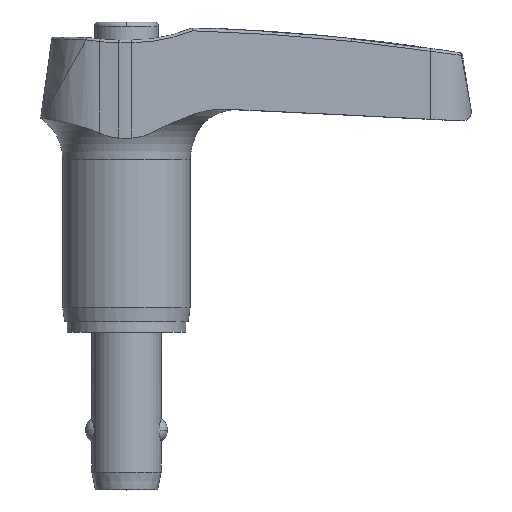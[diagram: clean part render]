
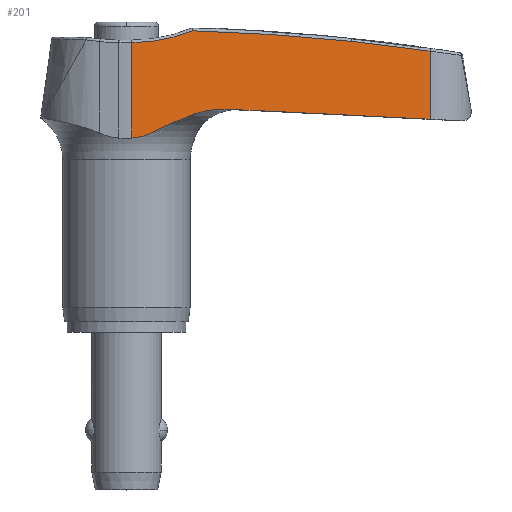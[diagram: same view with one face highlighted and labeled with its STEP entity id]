
A CAD part, top view. The second image highlights one B-rep face of the part: STEP entity #201.
In plain terms, the highlighted planar face has unit normal (0.079, 0, 0.997).
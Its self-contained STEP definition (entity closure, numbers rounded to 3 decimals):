
#201=ADVANCED_FACE('',(#418),#419,.T.);
#418=FACE_OUTER_BOUND('',#734,.T.);
#419=PLANE('',#735);
#734=EDGE_LOOP('',(#1268,#1269,#1270,#1271,#1272,#1273));
#735=AXIS2_PLACEMENT_3D('',#1274,#1275,#1276);
#1268=ORIENTED_EDGE('',*,*,#1680,.F.);
#1269=ORIENTED_EDGE('',*,*,#1487,.F.);
#1270=ORIENTED_EDGE('',*,*,#1699,.T.);
#1271=ORIENTED_EDGE('',*,*,#1700,.T.);
#1272=ORIENTED_EDGE('',*,*,#1513,.T.);
#1273=ORIENTED_EDGE('',*,*,#1695,.T.);
#1274=CARTESIAN_POINT('',(0.625,28.0,7.885));
#1275=DIRECTION('',(0.079,0.,0.997));
#1276=DIRECTION('',(0.0,-1.0,0.));
#1487=EDGE_CURVE('',#1761,#1763,#1764,.T.);
#1513=EDGE_CURVE('',#1808,#1806,#1809,.T.);
#1680=EDGE_CURVE('',#1763,#2057,#2061,.T.);
#1695=EDGE_CURVE('',#1806,#2057,#2077,.T.);
#1699=EDGE_CURVE('',#1761,#2081,#2082,.T.);
#1700=EDGE_CURVE('',#2081,#1808,#2083,.T.);
#1761=VERTEX_POINT('',#2150);
#1763=VERTEX_POINT('',#2152);
#1764=CIRCLE('',#2153,18.73);
#1806=VERTEX_POINT('',#2252);
#1808=VERTEX_POINT('',#2261);
#1809=(B_SPLINE_CURVE(2,(#2263,#2264,#2265),.UNSPECIFIED.,.F.,.F.)B_SPLINE_CURVE_WITH_KNOTS((3,3),(5.744,7.),.UNSPECIFIED.)RATIONAL_B_SPLINE_CURVE((2.049,1.644,1.012))BOUNDED_CURVE()REPRESENTATION_ITEM('')GEOMETRIC_REPRESENTATION_ITEM()CURVE());
#2057=VERTEX_POINT('',#3009);
#2061=CIRCLE('',#3013,244.649);
#2077=LINE('',#3066,#3067);
#2081=VERTEX_POINT('',#3087);
#2082=LINE('',#3088,#3089);
#2083=B_SPLINE_CURVE_WITH_KNOTS('',3,(#3090,#3091,#3092,#3093,#3094,#3095,#3096,#3097,#3098,#3099,#3100,#3101,#3102,#3103,#3104,#3105,#3106,#3107),.UNSPECIFIED.,.F.,.F.,(4,2,2,2,2,2,2,2,4),(0.0,0.127,0.253,0.359,0.455,0.632,0.841,1.051,1.088),.UNSPECIFIED.);
#2150=CARTESIAN_POINT('',(0.625,33.407,7.885));
#2152=CARTESIAN_POINT('',(7.643,34.78,7.329));
#2153=AXIS2_PLACEMENT_3D('',#3328,#3329,#3330);
#2252=CARTESIAN_POINT('',(35.033,24.576,5.16));
#2261=CARTESIAN_POINT('',(11.506,25.726,7.023));
#2263=CARTESIAN_POINT('',(11.506,25.726,7.023));
#2264=CARTESIAN_POINT('',(17.993,25.449,6.51));
#2265=CARTESIAN_POINT('',(35.033,24.576,5.16));
#3009=CARTESIAN_POINT('',(35.033,32.435,5.16));
#3013=AXIS2_PLACEMENT_3D('',#3586,#3587,#3588);
#3066=CARTESIAN_POINT('',(35.033,24.576,5.16));
#3067=VECTOR('',#3594,7.859);
#3087=CARTESIAN_POINT('',(0.625,22.4,7.885));
#3088=CARTESIAN_POINT('',(0.625,33.407,7.885));
#3089=VECTOR('',#3595,11.007);
#3090=CARTESIAN_POINT('',(0.625,22.4,7.885));
#3091=CARTESIAN_POINT('',(1.045,22.4,7.852));
#3092=CARTESIAN_POINT('',(1.495,22.48,7.816));
#3093=CARTESIAN_POINT('',(2.367,22.753,7.747));
#3094=CARTESIAN_POINT('',(2.792,22.938,7.714));
#3095=CARTESIAN_POINT('',(3.493,23.265,7.658));
#3096=CARTESIAN_POINT('',(3.871,23.454,7.628));
#3097=CARTESIAN_POINT('',(4.471,23.755,7.581));
#3098=CARTESIAN_POINT('',(4.813,23.926,7.554));
#3099=CARTESIAN_POINT('',(5.63,24.323,7.489));
#3100=CARTESIAN_POINT('',(6.272,24.615,7.438));
#3101=CARTESIAN_POINT('',(7.468,25.084,7.343));
#3102=CARTESIAN_POINT('',(8.195,25.322,7.286));
#3103=CARTESIAN_POINT('',(9.677,25.648,7.168));
#3104=CARTESIAN_POINT('',(10.433,25.734,7.108));
#3105=CARTESIAN_POINT('',(11.252,25.734,7.044));
#3106=CARTESIAN_POINT('',(11.378,25.731,7.034));
#3107=CARTESIAN_POINT('',(11.506,25.726,7.023));
#3328=CARTESIAN_POINT('',(0.625,52.137,7.885));
#3329=DIRECTION('',(0.079,0.,0.997));
#3330=DIRECTION('',(0.183,-0.983,-0.014));
#3586=CARTESIAN_POINT('',(0.625,-209.767,7.885));
#3587=DIRECTION('',(-0.079,0.,-0.997));
#3588=DIRECTION('',(0.084,0.996,-0.007));
#3594=DIRECTION('',(0.0,1.0,0.));
#3595=DIRECTION('',(0.0,-1.0,0.));
